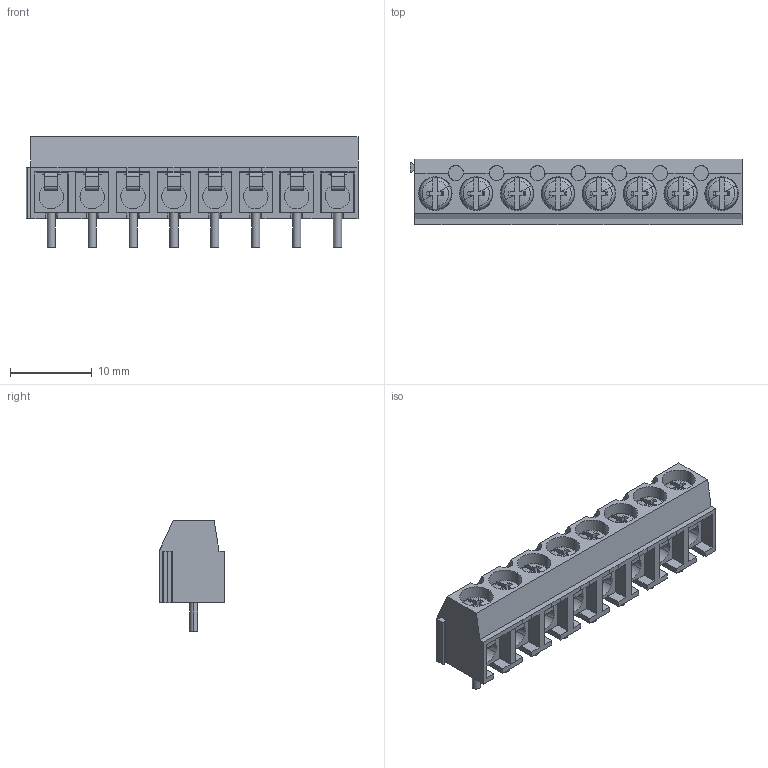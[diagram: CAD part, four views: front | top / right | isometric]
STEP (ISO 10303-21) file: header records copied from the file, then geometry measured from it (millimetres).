
FILE_DESCRIPTION(('CATIA V5 STEP Exchange','CAx-IF Rec.Pracs.--- Model Styling and Organization---1.4--- 2014-01-23'),'2;1');
FILE_NAME ('D1449998_1_1234700000_1234700000.stp','2022-05-05T13:11:13+00:00',('none'),('Weidmueller'),'CATIA Version 5-6 Release 2016 SP3 HF44','CATIA V5 STEP AP214','none');
FILE_SCHEMA(('AUTOMOTIVE_DESIGN { 1 0 10303 214 1 1 1 1 }'));
Length unit declared in the file: millimetre
Products named in the file (1): 1234700000
Bounding box: 40.6 x 8 x 13.5 mm (x, y, z)
Volume: 1770.3 mm3; surface area: 4545.1 mm2
Topology: 17 solids, 17 shells, 564 faces, 1606 edges, 1085 vertices
Faces by surface type: plane 343, cylinder 126, cone 47, revolution 32, torus 16
Entity records: 17709 total; most frequent: CARTESIAN_POINT 4518, ORIENTED_EDGE 3212, DIRECTION 1880, EDGE_CURVE 1606, VERTEX_POINT 1085, VECTOR 976, LINE 976, AXIS2_PLACEMENT_3D 633
